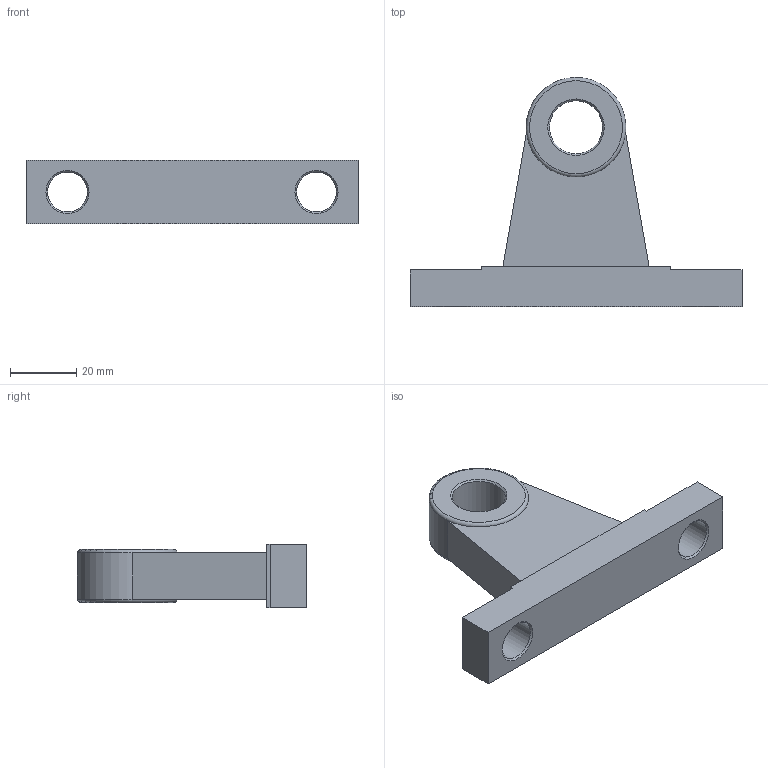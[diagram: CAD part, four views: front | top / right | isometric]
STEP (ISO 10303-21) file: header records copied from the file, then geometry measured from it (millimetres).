
FILE_DESCRIPTION( ( 'STEP AP203' ), '1' );
FILE_NAME( 'F-SI40TCM1_SE40_.stp', ' ', ( ' ' ), ( ' ' ), 'PSStep 15.0.47', 'PARTsolutions', ' ' );
FILE_SCHEMA( ( 'CONFIG_CONTROL_DESIGN' ) );
Length unit declared in the file: millimetre
Products named in the file (1): _F-SI40TCM1(SE40)
Bounding box: 100 x 68.99 x 19 mm (x, y, z)
Volume: 44136.8 mm3; surface area: 12428.9 mm2
Topology: 1 solids, 1 shells, 26 faces, 61 edges, 38 vertices
Faces by surface type: plane 16, cylinder 4, cone 4, torus 2
Full cylindrical faces by diameter (mm): 12 x2, 16 x1
Entity records: 730 total; most frequent: DIRECTION 120, CARTESIAN_POINT 113, ORIENTED_EDGE 100, EDGE_CURVE 50, AXIS2_PLACEMENT_3D 43, EDGE_LOOP 42, VERTEX_POINT 36, LINE 34
